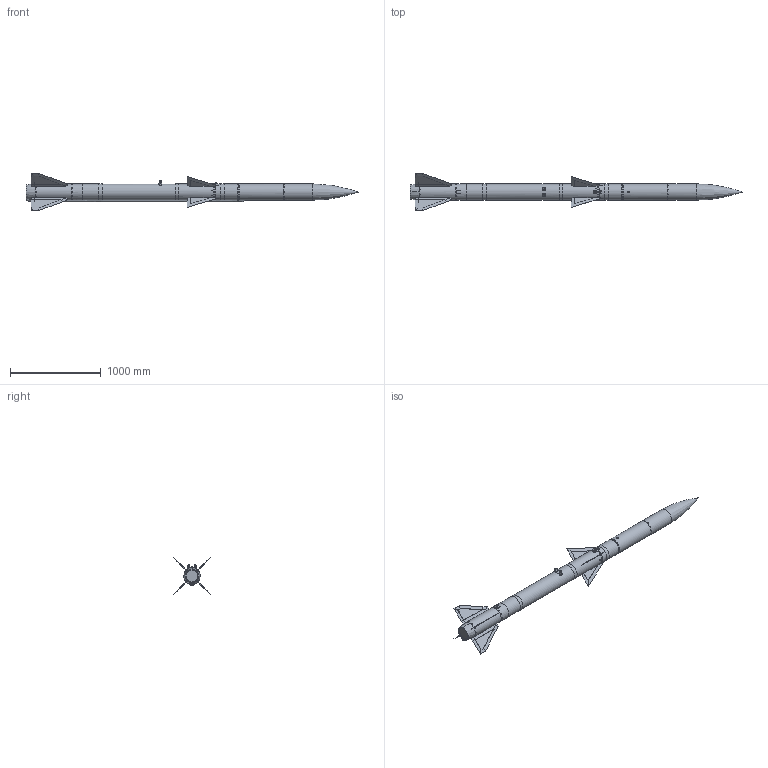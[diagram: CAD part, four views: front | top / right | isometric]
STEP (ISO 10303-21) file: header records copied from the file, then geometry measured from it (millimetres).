
FILE_DESCRIPTION(/* description */ (''),/* implementation_level */ '2;1');
FILE_NAME(/* name */ 'AIM-120.step',/* time_stamp */ '2023-05-01T22:47:06+01:00',/* author */ (''),/* organization */ (''),/* preprocessor_version */ 'ST-DEVELOPER v19.2',/* originating_system */ 'Autodesk Translation Framework v12.4.0.73',/* authorisation */ '');
FILE_SCHEMA (('AUTOMOTIVE_DESIGN { 1 0 10303 214 3 1 1 }'));
Length unit declared in the file: metre
Products named in the file (1): AIM-120 AMRAAM
Bounding box: 3650 x 408.71 x 408.71 mm (x, y, z)
Volume: 87284000.8 mm3; surface area: 2670429.7 mm2
Topology: 1 solids, 2 shells, 412 faces, 870 edges, 548 vertices
Faces by surface type: bspline 223, cylinder 123, plane 53, torus 9, sphere 4
Full cylindrical faces by diameter (mm): 15 x1, 20 x1, 27 x1, 35 x1, 130 x1, 178 x2
Entity records: 27974 total; most frequent: CARTESIAN_POINT 20235, ORIENTED_EDGE 1738, DIRECTION 917, EDGE_CURVE 869, VERTEX_POINT 548, EDGE_LOOP 499, B_SPLINE_CURVE_WITH_KNOTS 482, FACE_OUTER_BOUND 412
